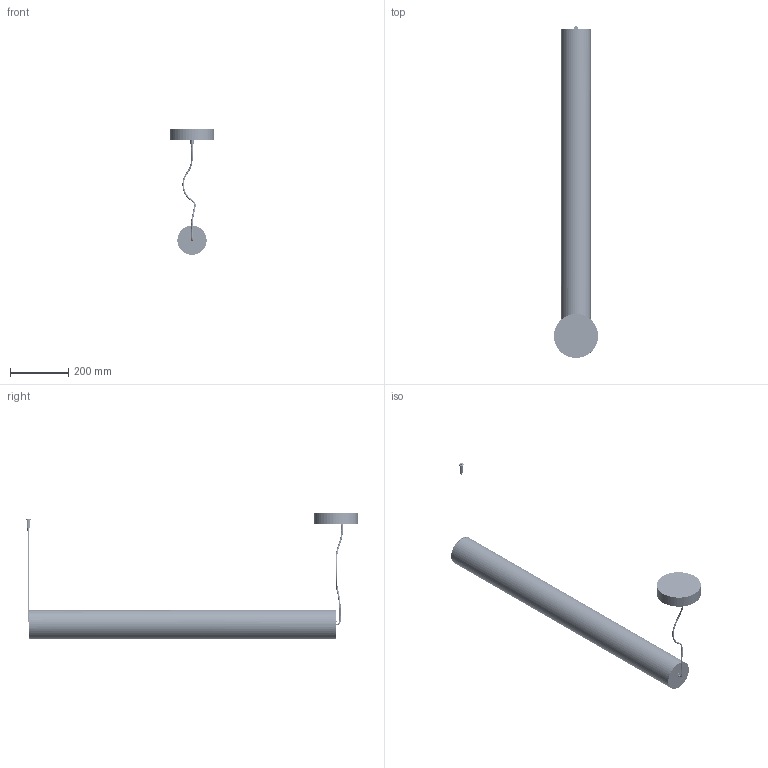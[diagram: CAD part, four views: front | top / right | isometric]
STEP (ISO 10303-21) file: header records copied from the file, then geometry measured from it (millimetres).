
FILE_DESCRIPTION(/* description */ (''),/* implementation_level */ '2;1');
FILE_NAME(/* name */ 'Criosfera_sospensione orizzontale',/* time_stamp */ '2025-05-13T10:23:52+02:00',/* author */ (''),/* organization */ (''),/* preprocessor_version */ 'ST-DEVELOPER v16.5',/* originating_system */ 'Rhino 7.37',/* authorisation */ '');
FILE_SCHEMA (('AUTOMOTIVE_DESIGN'));
Length unit declared in the file: millimetre
Products named in the file (4): Document; Blocco 01; Blocco 02; Blocco 03
Assembly tree (70 placements, depth 2):
  Document
    Blocco 01  x24
    Blocco 02  x23
    Blocco 03  x23
Bounding box: 151.01 x 1136.48 x 430.45 mm (x, y, z)
Volume: 3169600.4 mm3; surface area: 1628061.2 mm2
Topology: 17 solids, 19619 shells, 19742 faces, 116692 edges, 116589 vertices
Faces by surface type: bspline 19218, plane 463, cylinder 61
Full cylindrical faces by diameter (mm): 0.6 x1
Entity records: 104656 total; most frequent: CARTESIAN_POINT 71029, ORIENTED_EDGE 5541, EDGE_CURVE 5269, VERTEX_POINT 5170, B_SPLINE_CURVE_WITH_KNOTS 3533, EDGE_LOOP 1008, ADVANCED_FACE 982, FACE_OUTER_BOUND 982
